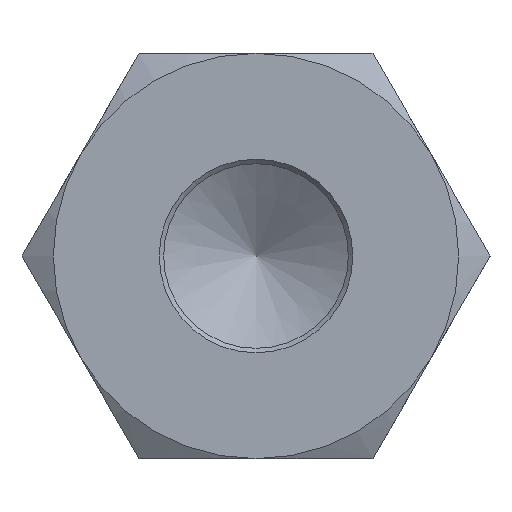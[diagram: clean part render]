
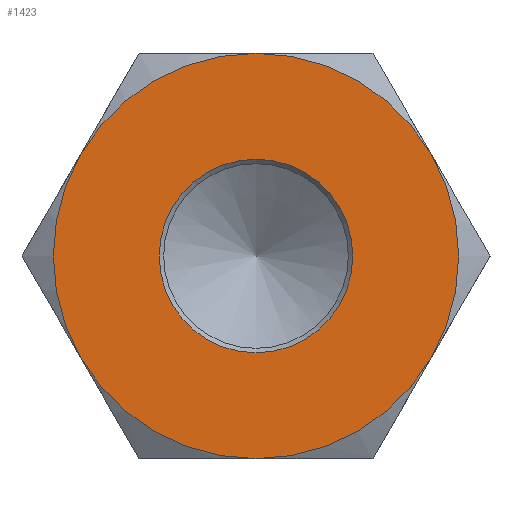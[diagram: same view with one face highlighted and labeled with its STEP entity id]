
A CAD part, left-side view. The second image highlights one B-rep face of the part: STEP entity #1423.
In plain terms, the highlighted planar face has unit normal (-1, 0, 0).
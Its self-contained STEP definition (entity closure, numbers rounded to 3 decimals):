
#10 = EDGE_CURVE ( 'NONE', #948, #1108, #1142, .T. ) ;
#16 = DIRECTION ( 'NONE',  ( 1., 0., 0. ) ) ;
#95 = EDGE_CURVE ( 'NONE', #1108, #767, #1303, .T. ) ;
#131 = CARTESIAN_POINT ( 'NONE',  ( -4.45, 0., 1.075 ) ) ;
#135 = DIRECTION ( 'NONE',  ( -1., 0., 0. ) ) ;
#180 = AXIS2_PLACEMENT_3D ( 'NONE', #1808, #1356, #1962 ) ;
#319 = CARTESIAN_POINT ( 'NONE',  ( -4.45, 0., 0. ) ) ;
#444 = DIRECTION ( 'NONE',  ( 0., 0., 1. ) ) ;
#446 = CIRCLE ( 'NONE', #1144, 1.075 ) ;
#451 = CARTESIAN_POINT ( 'NONE',  ( -4.45, 0., -2.25 ) ) ;
#498 = EDGE_LOOP ( 'NONE', ( #669, #880, #1217, #1377, #1940, #929 ) ) ;
#517 = DIRECTION ( 'NONE',  ( 0., 0., 1. ) ) ;
#557 = CARTESIAN_POINT ( 'NONE',  ( -4.45, 0., 0. ) ) ;
#564 = EDGE_CURVE ( 'NONE', #935, #1141, #630, .T. ) ;
#571 = AXIS2_PLACEMENT_3D ( 'NONE', #1247, #1852, #1399 ) ;
#608 = CIRCLE ( 'NONE', #1709, 2.25 ) ;
#630 = CIRCLE ( 'NONE', #1053, 2.25 ) ;
#654 = DIRECTION ( 'NONE',  ( -1., 0., 0. ) ) ;
#669 = ORIENTED_EDGE ( 'NONE', *, *, #10, .F. ) ;
#694 = CIRCLE ( 'NONE', #921, 2.25 ) ;
#719 = CARTESIAN_POINT ( 'NONE',  ( -4.45, 0., 0. ) ) ;
#730 = ORIENTED_EDGE ( 'NONE', *, *, #1088, .F. ) ;
#739 = CARTESIAN_POINT ( 'NONE',  ( -4.45, 1.949, -1.125 ) ) ;
#767 = VERTEX_POINT ( 'NONE', #1938 ) ;
#772 = EDGE_CURVE ( 'NONE', #1141, #1138, #1870, .T. ) ;
#778 = DIRECTION ( 'NONE',  ( 0., 0., -1. ) ) ;
#880 = ORIENTED_EDGE ( 'NONE', *, *, #1630, .F. ) ;
#890 = FACE_OUTER_BOUND ( 'NONE', #498, .T. ) ;
#921 = AXIS2_PLACEMENT_3D ( 'NONE', #1845, #654, #517 ) ;
#929 = ORIENTED_EDGE ( 'NONE', *, *, #95, .F. ) ;
#935 = VERTEX_POINT ( 'NONE', #1221 ) ;
#948 = VERTEX_POINT ( 'NONE', #451 ) ;
#1053 = AXIS2_PLACEMENT_3D ( 'NONE', #557, #1737, #1283 ) ;
#1087 = EDGE_LOOP ( 'NONE', ( #730 ) ) ;
#1088 = EDGE_CURVE ( 'NONE', #1720, #1720, #446, .T. ) ;
#1092 = DIRECTION ( 'NONE',  ( 1., 0., 0. ) ) ;
#1108 = VERTEX_POINT ( 'NONE', #739 ) ;
#1126 = DIRECTION ( 'NONE',  ( 0., 0., -1. ) ) ;
#1138 = VERTEX_POINT ( 'NONE', #1216 ) ;
#1141 = VERTEX_POINT ( 'NONE', #1820 ) ;
#1142 = CIRCLE ( 'NONE', #571, 2.25 ) ;
#1144 = AXIS2_PLACEMENT_3D ( 'NONE', #1836, #135, #444 ) ;
#1210 = EDGE_CURVE ( 'NONE', #935, #767, #694, .T. ) ;
#1216 = CARTESIAN_POINT ( 'NONE',  ( -4.45, -1.949, -1.125 ) ) ;
#1217 = ORIENTED_EDGE ( 'NONE', *, *, #772, .F. ) ;
#1221 = CARTESIAN_POINT ( 'NONE',  ( -4.45, 0., 2.25 ) ) ;
#1247 = CARTESIAN_POINT ( 'NONE',  ( -4.45, 0., 0. ) ) ;
#1283 = DIRECTION ( 'NONE',  ( 0., 0., -1. ) ) ;
#1303 = CIRCLE ( 'NONE', #1941, 2.25 ) ;
#1345 = DIRECTION ( 'NONE',  ( 1., 0., 0. ) ) ;
#1356 = DIRECTION ( 'NONE',  ( 1., 0., 0. ) ) ;
#1377 = ORIENTED_EDGE ( 'NONE', *, *, #564, .F. ) ;
#1399 = DIRECTION ( 'NONE',  ( 0., 0., -1. ) ) ;
#1423 = ADVANCED_FACE ( 'NONE', ( #1648, #890 ), #1776, .F. ) ;
#1428 = CARTESIAN_POINT ( 'NONE',  ( -4.45, 0., 0. ) ) ;
#1500 = DIRECTION ( 'NONE',  ( 0., 0., -1. ) ) ;
#1630 = EDGE_CURVE ( 'NONE', #1138, #948, #608, .T. ) ;
#1648 = FACE_BOUND ( 'NONE', #1087, .T. ) ;
#1682 = AXIS2_PLACEMENT_3D ( 'NONE', #719, #1345, #1500 ) ;
#1709 = AXIS2_PLACEMENT_3D ( 'NONE', #319, #16, #778 ) ;
#1720 = VERTEX_POINT ( 'NONE', #131 ) ;
#1737 = DIRECTION ( 'NONE',  ( 1., 0., 0. ) ) ;
#1776 = PLANE ( 'NONE',  #180 ) ;
#1808 = CARTESIAN_POINT ( 'NONE',  ( -4.45, 2.598, 0. ) ) ;
#1820 = CARTESIAN_POINT ( 'NONE',  ( -4.45, -1.949, 1.125 ) ) ;
#1836 = CARTESIAN_POINT ( 'NONE',  ( -4.45, 0., 0. ) ) ;
#1845 = CARTESIAN_POINT ( 'NONE',  ( -4.45, 0., 0. ) ) ;
#1852 = DIRECTION ( 'NONE',  ( 1., 0., 0. ) ) ;
#1870 = CIRCLE ( 'NONE', #1682, 2.25 ) ;
#1938 = CARTESIAN_POINT ( 'NONE',  ( -4.45, 1.949, 1.125 ) ) ;
#1940 = ORIENTED_EDGE ( 'NONE', *, *, #1210, .T. ) ;
#1941 = AXIS2_PLACEMENT_3D ( 'NONE', #1428, #1092, #1126 ) ;
#1962 = DIRECTION ( 'NONE',  ( 0., 0., -1. ) ) ;
